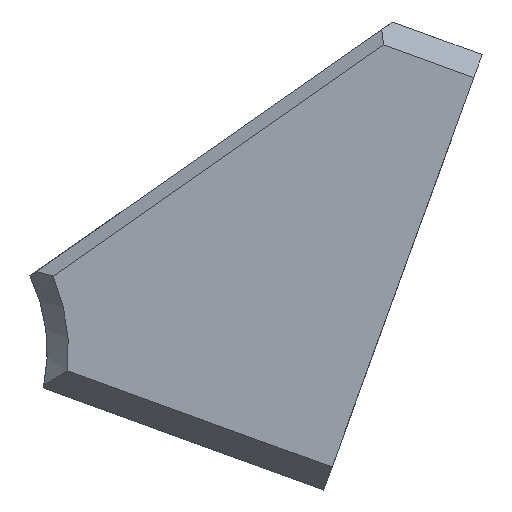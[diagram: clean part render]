
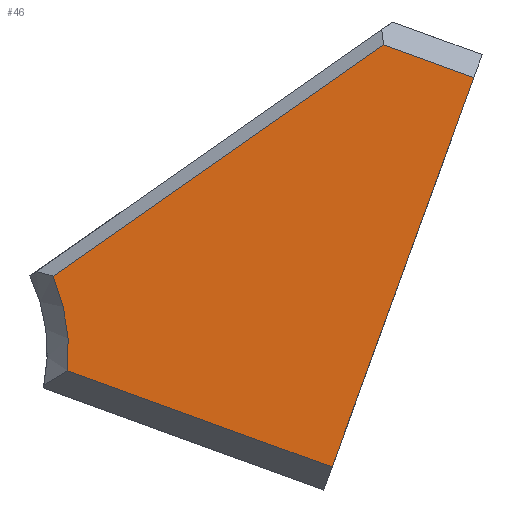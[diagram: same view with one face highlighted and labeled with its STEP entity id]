
A CAD part, front view. The second image highlights one B-rep face of the part: STEP entity #46.
In plain terms, the highlighted planar face has unit normal (0, -1, 0).
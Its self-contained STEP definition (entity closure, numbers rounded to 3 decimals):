
#3 = DIRECTION ( 'NONE',  ( -0.819, 0., -0.574 ) ) ;
#5 = LINE ( 'NONE', #851, #1157 ) ;
#36 = EDGE_CURVE ( 'NONE', #1081, #1009, #74, .T. ) ;
#46 = ADVANCED_FACE ( 'NONE', ( #647 ), #1029, .T. ) ;
#74 = CIRCLE ( 'NONE', #601, 50. ) ;
#97 = VECTOR ( 'NONE', #860, 1000. ) ;
#140 = VECTOR ( 'NONE', #3, 1000. ) ;
#151 = CARTESIAN_POINT ( 'NONE',  ( -12.069, 7., -42.378 ) ) ;
#170 = CARTESIAN_POINT ( 'NONE',  ( -37.475, 7., -35.304 ) ) ;
#182 = LINE ( 'NONE', #458, #993 ) ;
#205 = LINE ( 'NONE', #1066, #97 ) ;
#229 = CARTESIAN_POINT ( 'NONE',  ( -121.014, 7., -93.799 ) ) ;
#240 = DIRECTION ( 'NONE',  ( 0., 0., -1. ) ) ;
#264 = CARTESIAN_POINT ( 'NONE',  ( -117.293, 7., -118.312 ) ) ;
#267 = DIRECTION ( 'NONE',  ( 0., -1., 0. ) ) ;
#384 = ORIENTED_EDGE ( 'NONE', *, *, #36, .F. ) ;
#430 = ORIENTED_EDGE ( 'NONE', *, *, #1211, .F. ) ;
#458 = CARTESIAN_POINT ( 'NONE',  ( -98.499, 7., -10.92 ) ) ;
#520 = CARTESIAN_POINT ( 'NONE',  ( -35.433, 7., -33.874 ) ) ;
#540 = ORIENTED_EDGE ( 'NONE', *, *, #1153, .T. ) ;
#601 = AXIS2_PLACEMENT_3D ( 'NONE', #743, #267, #1124 ) ;
#632 = EDGE_CURVE ( 'NONE', #1081, #1170, #5, .T. ) ;
#647 = FACE_OUTER_BOUND ( 'NONE', #1058, .T. ) ;
#648 = DIRECTION ( 'NONE',  ( 0.94, 0., -0.342 ) ) ;
#657 = DIRECTION ( 'NONE',  ( 0., -1., 0. ) ) ;
#743 = CARTESIAN_POINT ( 'NONE',  ( -167.044, 7., -113.324 ) ) ;
#762 = AXIS2_PLACEMENT_3D ( 'NONE', #1222, #657, #240 ) ;
#790 = ORIENTED_EDGE ( 'NONE', *, *, #632, .T. ) ;
#829 = VERTEX_POINT ( 'NONE', #520 ) ;
#851 = CARTESIAN_POINT ( 'NONE',  ( -135.213, 7., -111.79 ) ) ;
#860 = DIRECTION ( 'NONE',  ( -0.342, 0., -0.94 ) ) ;
#902 = VERTEX_POINT ( 'NONE', #151 ) ;
#993 = VECTOR ( 'NONE', #648, 1000. ) ;
#1009 = VERTEX_POINT ( 'NONE', #229 ) ;
#1024 = LINE ( 'NONE', #170, #140 ) ;
#1029 = PLANE ( 'NONE',  #762 ) ;
#1058 = EDGE_LOOP ( 'NONE', ( #540, #384, #790, #430, #1166 ) ) ;
#1066 = CARTESIAN_POINT ( 'NONE',  ( 2.963, 7., -1.078 ) ) ;
#1081 = VERTEX_POINT ( 'NONE', #264 ) ;
#1115 = EDGE_CURVE ( 'NONE', #829, #902, #182, .T. ) ;
#1124 = DIRECTION ( 'NONE',  ( 0., 0., -1. ) ) ;
#1139 = DIRECTION ( 'NONE',  ( 0.94, 0., -0.342 ) ) ;
#1147 = CARTESIAN_POINT ( 'NONE',  ( -48.782, 7., -143.248 ) ) ;
#1153 = EDGE_CURVE ( 'NONE', #829, #1009, #1024, .T. ) ;
#1157 = VECTOR ( 'NONE', #1139, 1000. ) ;
#1166 = ORIENTED_EDGE ( 'NONE', *, *, #1115, .F. ) ;
#1170 = VERTEX_POINT ( 'NONE', #1147 ) ;
#1211 = EDGE_CURVE ( 'NONE', #902, #1170, #205, .T. ) ;
#1222 = CARTESIAN_POINT ( 'NONE',  ( -83.468, 7., 30.38 ) ) ;
